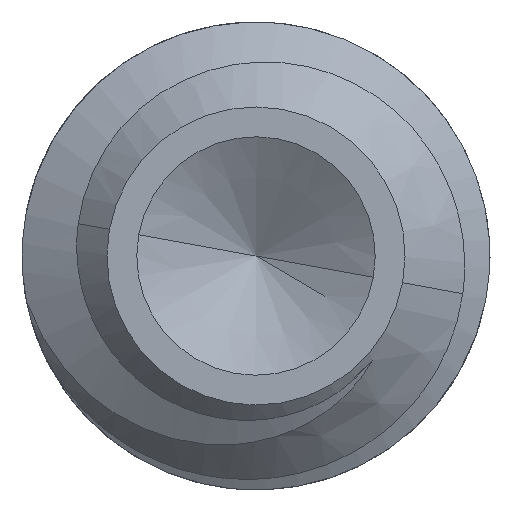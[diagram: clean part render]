
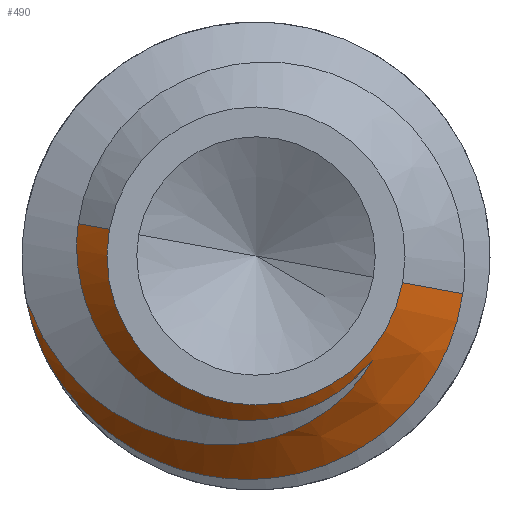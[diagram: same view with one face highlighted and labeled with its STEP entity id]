
A CAD part, front view. The second image highlights one B-rep face of the part: STEP entity #490.
In plain terms, the highlighted conical face has half-angle 45 degrees and reference radius 1.994 mm.
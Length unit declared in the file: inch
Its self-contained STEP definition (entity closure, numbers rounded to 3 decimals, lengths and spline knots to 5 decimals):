
#32=B_SPLINE_CURVE_WITH_KNOTS('',3,(#950,#951,#952,#953,#954,#955,#956,
#957,#958,#959,#960,#961,#962,#963,#964,#965),.UNSPECIFIED.,.F.,.F.,(4,
2,2,2,2,2,2,4),(0.,0.00047,0.00093,
0.00186,0.00233,0.00279,0.00326,
0.00373),.UNSPECIFIED.);
#33=B_SPLINE_CURVE_WITH_KNOTS('',3,(#967,#968,#969,#970,#971,#972,#973,
#974,#975,#976,#977,#978,#979,#980,#981,#982,#983,#984),.UNSPECIFIED.,.F.,
 .F.,(4,2,2,2,2,2,2,2,4),(0.,0.00047,0.00094,
0.00142,0.00189,0.00236,0.00283,
0.0033,0.00378),.UNSPECIFIED.);
#34=B_SPLINE_CURVE_WITH_KNOTS('',3,(#987,#988,#989,#990,#991,#992,#993,
#994,#995,#996,#997,#998,#999,#1000,#1001,#1002),.UNSPECIFIED.,.F.,.F.,
(4,2,2,2,2,2,2,4),(0.00897,0.00957,0.01017,
0.01077,0.01137,0.01257,0.01317,
0.01377),.UNSPECIFIED.);
#43=CONICAL_SURFACE('',#525,0.0785,45.);
#51=CIRCLE('',#526,0.05);
#52=CIRCLE('',#527,0.0785);
#67=FACE_OUTER_BOUND('',#95,.T.);
#95=EDGE_LOOP('',(#372,#373,#374,#375,#376,#377,#378));
#125=LINE('',#916,#158);
#126=LINE('',#946,#159);
#158=VECTOR('',#592,0.02903);
#159=VECTOR('',#593,0.015);
#228=VERTEX_POINT('',#912);
#229=VERTEX_POINT('',#913);
#230=VERTEX_POINT('',#915);
#231=VERTEX_POINT('',#917);
#232=VERTEX_POINT('',#949);
#233=VERTEX_POINT('',#966);
#234=VERTEX_POINT('',#985);
#287=EDGE_CURVE('',#228,#230,#125,.T.);
#289=EDGE_CURVE('',#229,#231,#126,.T.);
#290=EDGE_CURVE('',#229,#228,#51,.T.);
#291=EDGE_CURVE('',#232,#231,#32,.T.);
#292=EDGE_CURVE('',#233,#232,#33,.T.);
#293=EDGE_CURVE('',#233,#234,#52,.T.);
#294=EDGE_CURVE('',#230,#234,#34,.T.);
#372=ORIENTED_EDGE('',*,*,#287,.F.);
#373=ORIENTED_EDGE('',*,*,#290,.F.);
#374=ORIENTED_EDGE('',*,*,#289,.T.);
#375=ORIENTED_EDGE('',*,*,#291,.F.);
#376=ORIENTED_EDGE('',*,*,#292,.F.);
#377=ORIENTED_EDGE('',*,*,#293,.T.);
#378=ORIENTED_EDGE('',*,*,#294,.F.);
#490=ADVANCED_FACE('',(#67),#43,.T.);
#525=AXIS2_PLACEMENT_3D('',#947,#594,#595);
#526=AXIS2_PLACEMENT_3D('',#948,#596,#597);
#527=AXIS2_PLACEMENT_3D('',#986,#598,#599);
#592=DIRECTION('',(0.696,0.707,-0.127));
#593=DIRECTION('',(-0.696,0.707,0.127));
#594=DIRECTION('center_axis',(0.,1.,0.));
#595=DIRECTION('ref_axis',(-0.984,0.,0.179));
#596=DIRECTION('center_axis',(0.,-1.,0.));
#597=DIRECTION('ref_axis',(0.984,0.,-0.179));
#598=DIRECTION('center_axis',(0.,-1.,0.));
#599=DIRECTION('ref_axis',(0.984,0.,-0.179));
#912=CARTESIAN_POINT('',(0.12197,1.48811,1.09806));
#913=CARTESIAN_POINT('',(0.02358,1.48811,1.11596));
#915=CARTESIAN_POINT('',(0.14216,1.50864,1.09438));
#916=CARTESIAN_POINT('',(0.15,1.51661,1.09296));
#917=CARTESIAN_POINT('',(0.01314,1.49872,1.11786));
#946=CARTESIAN_POINT('',(-0.00446,1.51661,1.12107));
#947=CARTESIAN_POINT('Origin',(0.07277,1.51661,1.10701));
#948=CARTESIAN_POINT('Origin',(0.07277,1.48811,1.10701));
#949=CARTESIAN_POINT('',(0.11182,1.49055,1.07201));
#950=CARTESIAN_POINT('Ctrl Pts',(0.11182,1.49055,1.07201));
#951=CARTESIAN_POINT('Ctrl Pts',(0.10798,1.49093,1.06717));
#952=CARTESIAN_POINT('Ctrl Pts',(0.10334,1.49127,1.0631));
#953=CARTESIAN_POINT('Ctrl Pts',(0.09291,1.49198,1.05668));
#954=CARTESIAN_POINT('Ctrl Pts',(0.08716,1.49235,1.05437));
#955=CARTESIAN_POINT('Ctrl Pts',(0.06924,1.49343,1.05047));
#956=CARTESIAN_POINT('Ctrl Pts',(0.05648,1.49408,1.0521));
#957=CARTESIAN_POINT('Ctrl Pts',(0.03993,1.49512,1.06001));
#958=CARTESIAN_POINT('Ctrl Pts',(0.03487,1.49547,1.06353));
#959=CARTESIAN_POINT('Ctrl Pts',(0.02607,1.49614,1.07205));
#960=CARTESIAN_POINT('Ctrl Pts',(0.0224,1.49644,1.07697));
#961=CARTESIAN_POINT('Ctrl Pts',(0.01666,1.4971,1.08782));
#962=CARTESIAN_POINT('Ctrl Pts',(0.01466,1.49744,1.09359));
#963=CARTESIAN_POINT('Ctrl Pts',(0.01249,1.4981,1.10569));
#964=CARTESIAN_POINT('Ctrl Pts',(0.01234,1.49842,1.11177));
#965=CARTESIAN_POINT('Ctrl Pts',(0.01314,1.49872,1.11786));
#966=CARTESIAN_POINT('',(-0.00422,1.51661,1.0917));
#967=CARTESIAN_POINT('Ctrl Pts',(-0.00422,1.51661,
1.0917));
#968=CARTESIAN_POINT('Ctrl Pts',(-0.00209,1.51567,
1.08586));
#969=CARTESIAN_POINT('Ctrl Pts',(0.00068,1.51472,
1.08039));
#970=CARTESIAN_POINT('Ctrl Pts',(0.00748,1.51283,1.07018));
#971=CARTESIAN_POINT('Ctrl Pts',(0.01154,1.51191,1.06539));
#972=CARTESIAN_POINT('Ctrl Pts',(0.0206,1.51001,1.05718));
#973=CARTESIAN_POINT('Ctrl Pts',(0.02569,1.509,1.05368));
#974=CARTESIAN_POINT('Ctrl Pts',(0.03671,1.50689,1.04813));
#975=CARTESIAN_POINT('Ctrl Pts',(0.04249,1.50583,1.04614));
#976=CARTESIAN_POINT('Ctrl Pts',(0.05456,1.50368,1.04374));
#977=CARTESIAN_POINT('Ctrl Pts',(0.06076,1.50264,1.04333));
#978=CARTESIAN_POINT('Ctrl Pts',(0.07293,1.50046,1.04438));
#979=CARTESIAN_POINT('Ctrl Pts',(0.07902,1.49927,1.04588));
#980=CARTESIAN_POINT('Ctrl Pts',(0.09025,1.49686,1.05061));
#981=CARTESIAN_POINT('Ctrl Pts',(0.09556,1.4956,1.0539));
#982=CARTESIAN_POINT('Ctrl Pts',(0.1048,1.49314,1.06187));
#983=CARTESIAN_POINT('Ctrl Pts',(0.10882,1.49192,1.06661));
#984=CARTESIAN_POINT('Ctrl Pts',(0.11182,1.49055,1.07201));
#985=CARTESIAN_POINT('',(0.00154,1.51661,1.07402));
#986=CARTESIAN_POINT('Origin',(0.07277,1.51661,1.10701));
#987=CARTESIAN_POINT('Ctrl Pts',(0.14216,1.50864,1.09438));
#988=CARTESIAN_POINT('Ctrl Pts',(0.14109,1.50898,1.08663));
#989=CARTESIAN_POINT('Ctrl Pts',(0.1387,1.50933,1.07896));
#990=CARTESIAN_POINT('Ctrl Pts',(0.13166,1.51004,1.06498));
#991=CARTESIAN_POINT('Ctrl Pts',(0.12692,1.5104,1.0585));
#992=CARTESIAN_POINT('Ctrl Pts',(0.11575,1.51107,1.04754));
#993=CARTESIAN_POINT('Ctrl Pts',(0.10918,1.51139,1.04294));
#994=CARTESIAN_POINT('Ctrl Pts',(0.0951,1.51207,1.03608));
#995=CARTESIAN_POINT('Ctrl Pts',(0.08743,1.51242,1.03375));
#996=CARTESIAN_POINT('Ctrl Pts',(0.06416,1.51343,1.03058));
#997=CARTESIAN_POINT('Ctrl Pts',(0.04789,1.51404,1.03358));
#998=CARTESIAN_POINT('Ctrl Pts',(0.02709,1.51504,1.04463));
#999=CARTESIAN_POINT('Ctrl Pts',(0.02074,1.51537,1.04937));
#1000=CARTESIAN_POINT('Ctrl Pts',(0.00971,1.51601,
1.06062));
#1001=CARTESIAN_POINT('Ctrl Pts',(0.00516,1.5163,
1.06696));
#1002=CARTESIAN_POINT('Ctrl Pts',(0.00154,1.51661,
1.07402));
